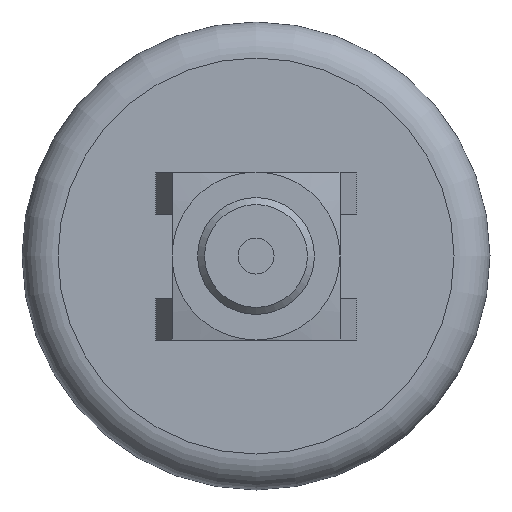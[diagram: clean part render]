
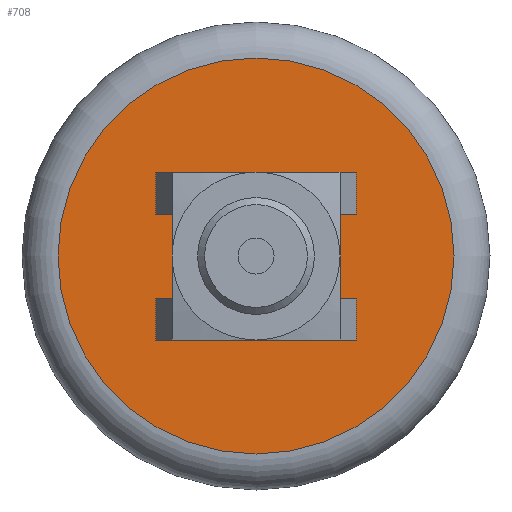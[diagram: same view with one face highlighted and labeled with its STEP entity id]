
A CAD part, left-side view. The second image highlights one B-rep face of the part: STEP entity #708.
In plain terms, the highlighted planar face has unit normal (-1, 0, 0).
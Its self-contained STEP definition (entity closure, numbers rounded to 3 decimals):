
#37=LINE('',#1082,#99);
#38=LINE('',#1085,#100);
#39=LINE('',#1087,#101);
#40=LINE('',#1089,#102);
#41=LINE('',#1090,#103);
#42=LINE('',#1093,#104);
#43=LINE('',#1095,#105);
#44=LINE('',#1097,#106);
#45=LINE('',#1098,#107);
#46=LINE('',#1101,#108);
#47=LINE('',#1103,#109);
#48=LINE('',#1105,#110);
#49=LINE('',#1106,#111);
#50=LINE('',#1109,#112);
#51=LINE('',#1111,#113);
#52=LINE('',#1113,#114);
#53=LINE('',#1114,#115);
#54=LINE('',#1117,#116);
#55=LINE('',#1119,#117);
#56=LINE('',#1121,#118);
#99=VECTOR('',#856,1000.);
#100=VECTOR('',#857,1000.);
#101=VECTOR('',#858,1000.);
#102=VECTOR('',#859,1000.);
#103=VECTOR('',#860,1000.);
#104=VECTOR('',#861,1000.);
#105=VECTOR('',#862,1000.);
#106=VECTOR('',#863,1000.);
#107=VECTOR('',#864,1000.);
#108=VECTOR('',#865,1000.);
#109=VECTOR('',#866,1000.);
#110=VECTOR('',#867,1000.);
#111=VECTOR('',#868,1000.);
#112=VECTOR('',#869,1000.);
#113=VECTOR('',#870,1000.);
#114=VECTOR('',#871,1000.);
#115=VECTOR('',#872,1000.);
#116=VECTOR('',#873,1000.);
#117=VECTOR('',#874,1000.);
#118=VECTOR('',#875,1000.);
#161=ORIENTED_EDGE('',*,*,#355,.F.);
#162=ORIENTED_EDGE('',*,*,#356,.T.);
#163=ORIENTED_EDGE('',*,*,#357,.T.);
#164=ORIENTED_EDGE('',*,*,#358,.F.);
#165=ORIENTED_EDGE('',*,*,#359,.F.);
#166=ORIENTED_EDGE('',*,*,#360,.F.);
#167=ORIENTED_EDGE('',*,*,#361,.F.);
#168=ORIENTED_EDGE('',*,*,#362,.T.);
#169=ORIENTED_EDGE('',*,*,#363,.T.);
#170=ORIENTED_EDGE('',*,*,#364,.F.);
#171=ORIENTED_EDGE('',*,*,#365,.F.);
#172=ORIENTED_EDGE('',*,*,#366,.T.);
#173=ORIENTED_EDGE('',*,*,#367,.T.);
#174=ORIENTED_EDGE('',*,*,#368,.T.);
#175=ORIENTED_EDGE('',*,*,#369,.T.);
#176=ORIENTED_EDGE('',*,*,#370,.F.);
#177=ORIENTED_EDGE('',*,*,#371,.T.);
#178=ORIENTED_EDGE('',*,*,#372,.T.);
#179=ORIENTED_EDGE('',*,*,#373,.T.);
#180=ORIENTED_EDGE('',*,*,#374,.F.);
#181=ORIENTED_EDGE('',*,*,#375,.F.);
#355=EDGE_CURVE('',#452,#452,#519,.T.);
#356=EDGE_CURVE('',#453,#454,#37,.T.);
#357=EDGE_CURVE('',#454,#455,#38,.T.);
#358=EDGE_CURVE('',#456,#455,#39,.T.);
#359=EDGE_CURVE('',#453,#456,#40,.T.);
#360=EDGE_CURVE('',#457,#458,#41,.T.);
#361=EDGE_CURVE('',#459,#457,#42,.T.);
#362=EDGE_CURVE('',#459,#460,#43,.T.);
#363=EDGE_CURVE('',#460,#458,#44,.T.);
#364=EDGE_CURVE('',#461,#462,#45,.T.);
#365=EDGE_CURVE('',#463,#461,#46,.T.);
#366=EDGE_CURVE('',#463,#464,#47,.T.);
#367=EDGE_CURVE('',#464,#462,#48,.T.);
#368=EDGE_CURVE('',#465,#466,#49,.T.);
#369=EDGE_CURVE('',#466,#467,#50,.T.);
#370=EDGE_CURVE('',#468,#467,#51,.T.);
#371=EDGE_CURVE('',#468,#465,#52,.T.);
#372=EDGE_CURVE('',#469,#470,#53,.T.);
#373=EDGE_CURVE('',#470,#471,#54,.T.);
#374=EDGE_CURVE('',#472,#471,#55,.T.);
#375=EDGE_CURVE('',#469,#472,#56,.T.);
#452=VERTEX_POINT('',#1081);
#453=VERTEX_POINT('',#1083);
#454=VERTEX_POINT('',#1084);
#455=VERTEX_POINT('',#1086);
#456=VERTEX_POINT('',#1088);
#457=VERTEX_POINT('',#1091);
#458=VERTEX_POINT('',#1092);
#459=VERTEX_POINT('',#1094);
#460=VERTEX_POINT('',#1096);
#461=VERTEX_POINT('',#1099);
#462=VERTEX_POINT('',#1100);
#463=VERTEX_POINT('',#1102);
#464=VERTEX_POINT('',#1104);
#465=VERTEX_POINT('',#1107);
#466=VERTEX_POINT('',#1108);
#467=VERTEX_POINT('',#1110);
#468=VERTEX_POINT('',#1112);
#469=VERTEX_POINT('',#1115);
#470=VERTEX_POINT('',#1116);
#471=VERTEX_POINT('',#1118);
#472=VERTEX_POINT('',#1120);
#519=CIRCLE('',#769,16.5);
#554=EDGE_LOOP('',(#161));
#555=EDGE_LOOP('',(#162,#163,#164,#165));
#556=EDGE_LOOP('',(#166,#167,#168,#169));
#557=EDGE_LOOP('',(#170,#171,#172,#173));
#558=EDGE_LOOP('',(#174,#175,#176,#177));
#559=EDGE_LOOP('',(#178,#179,#180,#181));
#616=FACE_BOUND('',#554,.T.);
#617=FACE_BOUND('',#555,.T.);
#618=FACE_BOUND('',#556,.T.);
#619=FACE_BOUND('',#557,.T.);
#620=FACE_BOUND('',#558,.T.);
#621=FACE_BOUND('',#559,.T.);
#678=PLANE('',#768);
#708=ADVANCED_FACE('',(#616,#617,#618,#619,#620,#621),#678,.F.);
#768=AXIS2_PLACEMENT_3D('',#1079,#852,#853);
#769=AXIS2_PLACEMENT_3D('',#1080,#854,#855);
#852=DIRECTION('',(1.,0.,0.));
#853=DIRECTION('',(0.,0.,-1.));
#854=DIRECTION('',(1.,0.,0.));
#855=DIRECTION('',(0.,0.,-1.));
#856=DIRECTION('',(0.,1.,0.));
#857=DIRECTION('',(0.,0.,1.));
#858=DIRECTION('',(0.,1.,0.));
#859=DIRECTION('',(0.,0.,1.));
#860=DIRECTION('',(0.,0.,-1.));
#861=DIRECTION('',(0.,1.,0.));
#862=DIRECTION('',(0.,0.,-1.));
#863=DIRECTION('',(0.,1.,0.));
#864=DIRECTION('',(0.,0.,-1.));
#865=DIRECTION('',(0.,1.,0.));
#866=DIRECTION('',(0.,0.,-1.));
#867=DIRECTION('',(0.,1.,0.));
#868=DIRECTION('',(0.,0.,-1.));
#869=DIRECTION('',(0.,1.,0.));
#870=DIRECTION('',(0.,0.,-1.));
#871=DIRECTION('',(0.,-1.,0.));
#872=DIRECTION('',(0.,1.,0.));
#873=DIRECTION('',(0.,0.,1.));
#874=DIRECTION('',(0.,1.,0.));
#875=DIRECTION('',(0.,0.,1.));
#1079=CARTESIAN_POINT('',(0.,0.,0.));
#1080=CARTESIAN_POINT('',(0.,0.,0.));
#1081=CARTESIAN_POINT('',(0.,0.,-16.5));
#1082=CARTESIAN_POINT('',(0.,6.62,-7.));
#1083=CARTESIAN_POINT('',(0.,6.62,-7.));
#1084=CARTESIAN_POINT('',(0.,8.352,-7.));
#1085=CARTESIAN_POINT('',(0.,8.352,-7.));
#1086=CARTESIAN_POINT('',(0.,8.352,-3.5));
#1087=CARTESIAN_POINT('',(0.,6.62,-3.5));
#1088=CARTESIAN_POINT('',(0.,6.62,-3.5));
#1089=CARTESIAN_POINT('',(0.,6.62,-7.));
#1090=CARTESIAN_POINT('',(0.,-6.62,7.));
#1091=CARTESIAN_POINT('',(0.,-6.62,7.));
#1092=CARTESIAN_POINT('',(0.,-6.62,3.5));
#1093=CARTESIAN_POINT('',(0.,-8.352,7.));
#1094=CARTESIAN_POINT('',(0.,-8.352,7.));
#1095=CARTESIAN_POINT('',(0.,-8.352,7.));
#1096=CARTESIAN_POINT('',(0.,-8.352,3.5));
#1097=CARTESIAN_POINT('',(0.,-8.352,3.5));
#1098=CARTESIAN_POINT('',(0.,8.352,7.));
#1099=CARTESIAN_POINT('',(0.,8.352,7.));
#1100=CARTESIAN_POINT('',(0.,8.352,3.5));
#1101=CARTESIAN_POINT('',(0.,6.62,7.));
#1102=CARTESIAN_POINT('',(0.,6.62,7.));
#1103=CARTESIAN_POINT('',(0.,6.62,7.));
#1104=CARTESIAN_POINT('',(0.,6.62,3.5));
#1105=CARTESIAN_POINT('',(0.,6.62,3.5));
#1106=CARTESIAN_POINT('',(0.,-6.583,9.));
#1107=CARTESIAN_POINT('',(0.,-6.583,7.));
#1108=CARTESIAN_POINT('',(0.,-6.583,-7.));
#1109=CARTESIAN_POINT('',(0.,-7.,-7.));
#1110=CARTESIAN_POINT('',(0.,6.583,-7.));
#1111=CARTESIAN_POINT('',(0.,6.583,9.));
#1112=CARTESIAN_POINT('',(0.,6.583,7.));
#1113=CARTESIAN_POINT('',(0.,7.,7.));
#1114=CARTESIAN_POINT('',(0.,-8.352,-7.));
#1115=CARTESIAN_POINT('',(0.,-8.352,-7.));
#1116=CARTESIAN_POINT('',(0.,-6.62,-7.));
#1117=CARTESIAN_POINT('',(0.,-6.62,-7.));
#1118=CARTESIAN_POINT('',(0.,-6.62,-3.5));
#1119=CARTESIAN_POINT('',(0.,-8.352,-3.5));
#1120=CARTESIAN_POINT('',(0.,-8.352,-3.5));
#1121=CARTESIAN_POINT('',(0.,-8.352,-7.));
